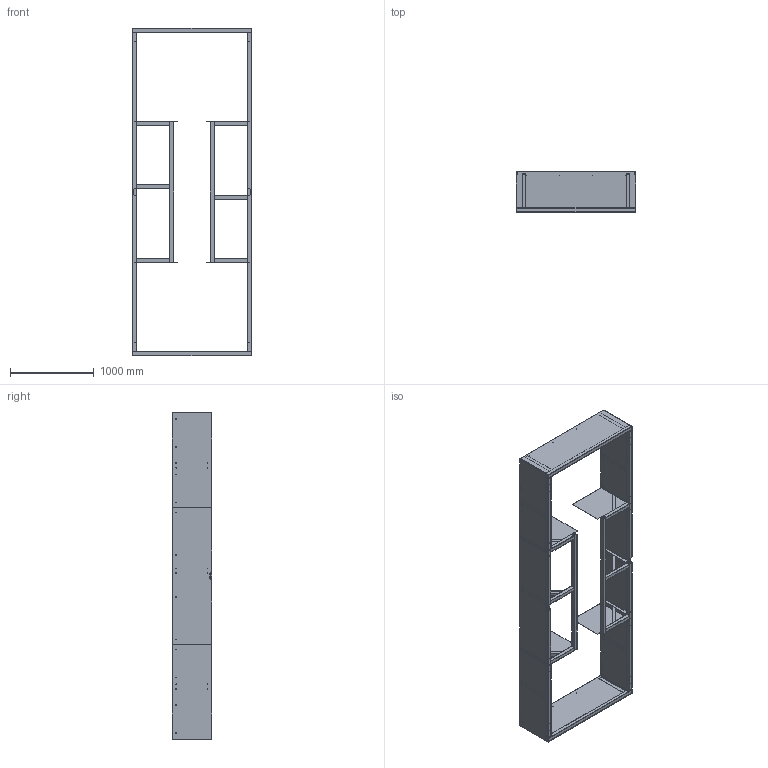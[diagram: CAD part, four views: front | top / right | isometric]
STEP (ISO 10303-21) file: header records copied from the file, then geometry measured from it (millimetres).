
FILE_DESCRIPTION(/* description */ (''),/* implementation_level */ '2;1');
FILE_NAME(/* name */ 'GE-18110.iam.stp',/* time_stamp */ '2018-01-01T11:23:50-08:00',/* author */ ('PhillipD'),/* organization */ (''),/* preprocessor_version */ 'ST-DEVELOPER v16.13',/* originating_system */ 'Autodesk Inventor 2018',/* authorisation */ '');
FILE_SCHEMA (('AUTOMOTIVE_DESIGN { 1 0 10303 214 3 1 1 }'));
Length unit declared in the file: inch
Products named in the file (29): GE-18110; GE-18080; GE-18083; GE-18084; GE-18085; GE-18081; GE-18051; GE-18051-01; GE-18051-05; GE-18051-02; GE-18051-03; GE-18051-04; GE-18051-06; GE-18052; GE-18052-01; GE-18052-04; GE-18052-03; GE-18052-02; GE-18052-05; GE-18111; GE-18053; GE-18053-01; GE-18053-02; GE-18053-03; GE-18086; rivet_.1875_.376-.5; GE-18115; GE-18082; VisionTape
Assembly tree (63 placements, depth 4):
  GE-18110
    GE-18080  x2
    GE-18083  x2
    GE-18084  x2
    GE-18082  x2
    GE-18085  x4
    GE-18081  x4
    GE-18051  x2
      GE-18051-01
      GE-18051-02
      GE-18051-03
      GE-18051-04
      GE-18051-05
      GE-18051-06
    GE-18052  x2
      GE-18052-01
      GE-18052-02
      GE-18052-03
      GE-18052-04
      GE-18052-05
    GE-18111  x4
      GE-18053
        GE-18053-01
        GE-18053-02
        GE-18053-03
      GE-18086
      rivet_.1875_.376-.5
    GE-18115  x2
      GE-18082
      VisionTape
Bounding box: 1422.4 x 476.25 x 3898.9 mm (x, y, z)
Volume: 63050415.3 mm3; surface area: 29938406.5 mm2
Topology: 110 solids, 110 shells, 988 faces, 2308 edges, 1552 vertices
Faces by surface type: plane 702, cylinder 270, torus 16
Full cylindrical faces by diameter (mm): 4.762 x16, 4.915 x32, 4.978 x32, 6.35 x96, 6.756 x8, 26.645 x16, 33.401 x16, 35.052 x12, 42.164 x12
Entity records: 9013 total; most frequent: CARTESIAN_POINT 1625, DIRECTION 1295, ORIENTED_EDGE 1034, EDGE_CURVE 517, AXIS2_PLACEMENT_3D 460, EDGE_LOOP 419, VERTEX_POINT 382, LINE 375
